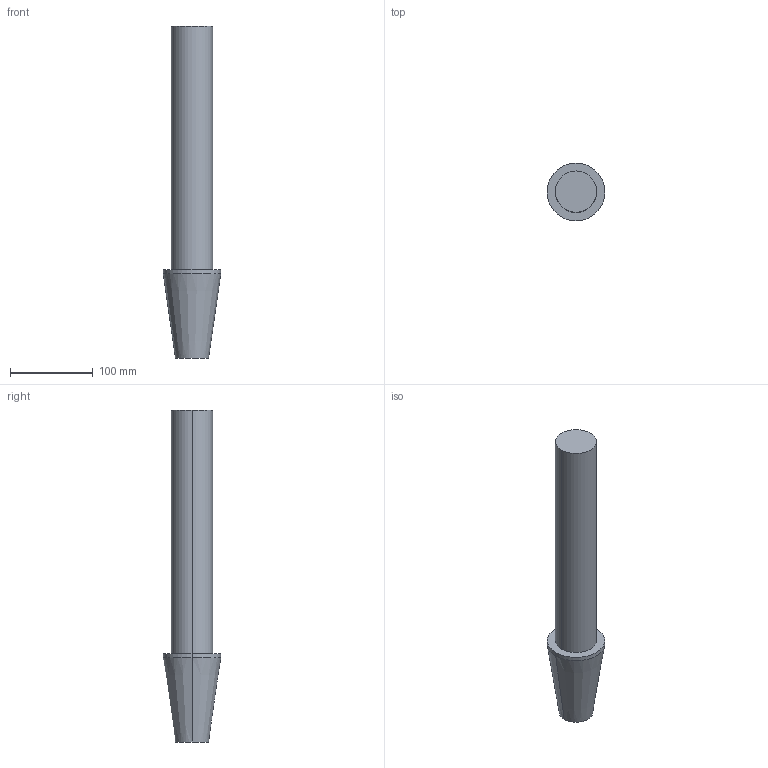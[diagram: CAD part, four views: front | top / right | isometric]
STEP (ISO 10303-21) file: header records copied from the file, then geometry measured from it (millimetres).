
FILE_DESCRIPTION (( 'STEP AP203' ), '1' );
FILE_NAME ('STP-SAKEM-52.09.50.300-P.STEP', '2020-11-02T06:07:57', ( '' ), ( '' ), 'SwSTEP 2.0', 'SolidWorks 2017', '' );
FILE_SCHEMA (( 'CONFIG_CONTROL_DESIGN' ));
Length unit declared in the file: millimetre
Products named in the file (1): STP-SAKEM-52.09.50.300-P
Bounding box: 69.85 x 69.85 x 401.75 mm (x, y, z)
Volume: 818618.8 mm3; surface area: 74857 mm2
Topology: 1 solids, 1 shells, 22 faces, 44 edges, 25 vertices
Faces by surface type: cylinder 10, cone 8, plane 4
Entity records: 635 total; most frequent: DIRECTION 112, CARTESIAN_POINT 90, ORIENTED_EDGE 84, AXIS2_PLACEMENT_3D 47, EDGE_CURVE 42, VERTEX_POINT 25, EDGE_LOOP 25, CIRCLE 24
